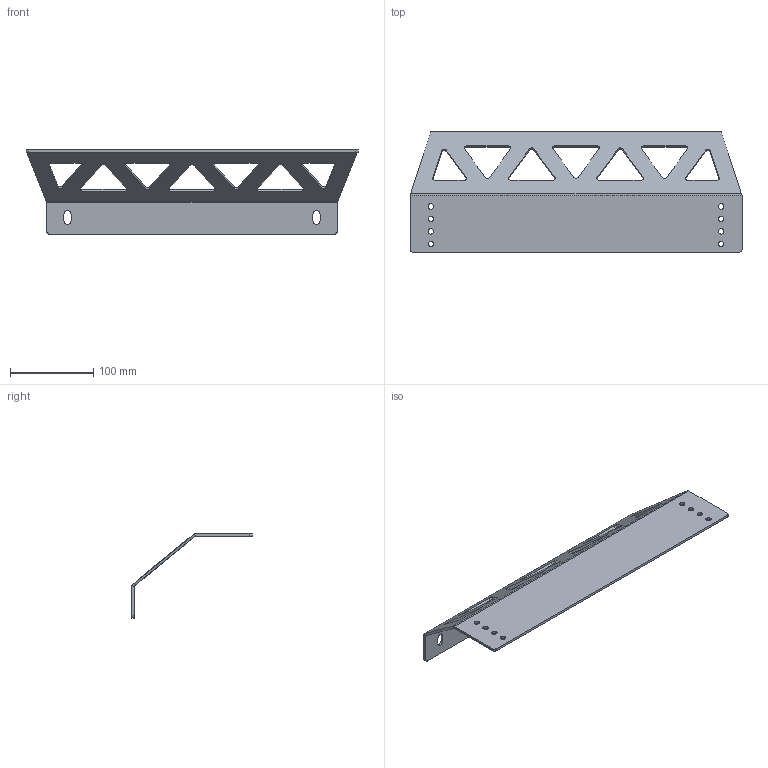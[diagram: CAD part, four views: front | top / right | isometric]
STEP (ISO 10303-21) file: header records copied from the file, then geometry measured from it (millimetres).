
FILE_DESCRIPTION (( 'STEP AP214' ), '1' );
FILE_NAME ('Seat Bracket.STEP', '2025-05-19T04:04:03', ( '' ), ( '' ), 'SwSTEP 2.0', 'SolidWorks 2022', '' );
FILE_SCHEMA (( 'AUTOMOTIVE_DESIGN' ));
Length unit declared in the file: millimetre
Products named in the file (1): Seat Bracket
Bounding box: 400 x 145 x 101.5 mm (x, y, z)
Volume: 199304.3 mm3; surface area: 140550.5 mm2
Topology: 1 solids, 1 shells, 98 faces, 272 edges, 176 vertices
Faces by surface type: cylinder 55, plane 39, bspline 4
Entity records: 3344 total; most frequent: CARTESIAN_POINT 679, DIRECTION 556, ORIENTED_EDGE 544, EDGE_CURVE 272, AXIS2_PLACEMENT_3D 197, VERTEX_POINT 176, VECTOR 162, LINE 162
